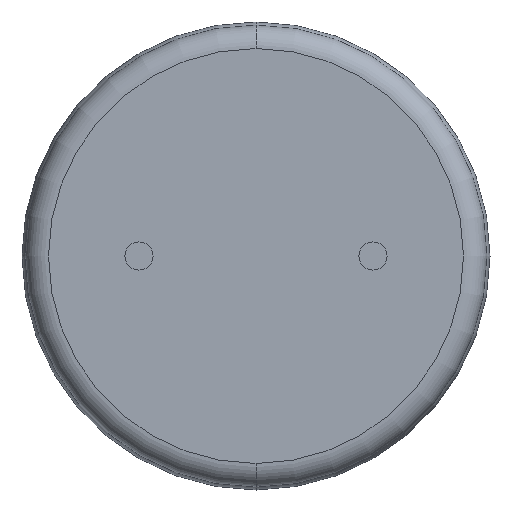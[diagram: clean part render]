
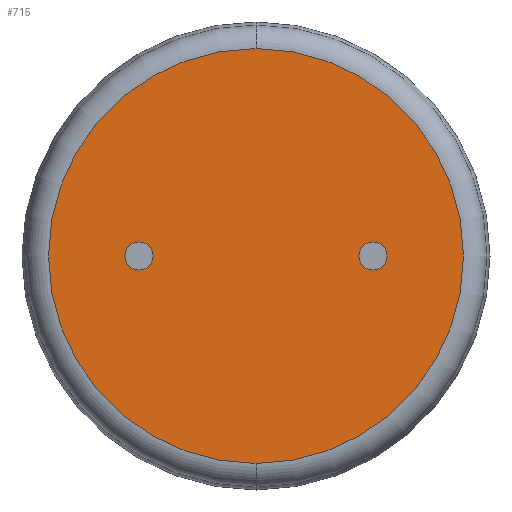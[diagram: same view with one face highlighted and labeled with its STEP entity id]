
A CAD part, front view. The second image highlights one B-rep face of the part: STEP entity #715.
In plain terms, the highlighted planar face has unit normal (0, -1, 0).
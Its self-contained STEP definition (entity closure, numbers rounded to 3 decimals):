
#56 = FACE_BOUND ( 'NONE', #135, .T. ) ;
#82 = AXIS2_PLACEMENT_3D ( 'NONE', #1450, #378, #257 ) ;
#91 = ORIENTED_EDGE ( 'NONE', *, *, #1139, .F. ) ;
#119 = CARTESIAN_POINT ( 'NONE',  ( -2.5, 0., 0. ) ) ;
#135 = EDGE_LOOP ( 'NONE', ( #1173, #91 ) ) ;
#147 = DIRECTION ( 'NONE',  ( 0., 0., -1. ) ) ;
#204 = EDGE_CURVE ( 'NONE', #413, #1053, #565, .T. ) ;
#221 = EDGE_CURVE ( 'NONE', #319, #646, #1097, .T. ) ;
#244 = DIRECTION ( 'NONE',  ( 0., 0., -1. ) ) ;
#257 = DIRECTION ( 'NONE',  ( 0., 0., -1. ) ) ;
#258 = CIRCLE ( 'NONE', #451, 4.433 ) ;
#283 = CARTESIAN_POINT ( 'NONE',  ( 0., 0., 0. ) ) ;
#290 = EDGE_LOOP ( 'NONE', ( #560, #1401 ) ) ;
#298 = PLANE ( 'NONE',  #529 ) ;
#319 = VERTEX_POINT ( 'NONE', #1340 ) ;
#378 = DIRECTION ( 'NONE',  ( 0., -1., 0. ) ) ;
#392 = AXIS2_PLACEMENT_3D ( 'NONE', #119, #712, #706 ) ;
#405 = DIRECTION ( 'NONE',  ( 0., -1., 0. ) ) ;
#413 = VERTEX_POINT ( 'NONE', #1276 ) ;
#441 = EDGE_CURVE ( 'NONE', #791, #746, #1251, .T. ) ;
#451 = AXIS2_PLACEMENT_3D ( 'NONE', #1066, #1058, #244 ) ;
#527 = ORIENTED_EDGE ( 'NONE', *, *, #441, .T. ) ;
#529 = AXIS2_PLACEMENT_3D ( 'NONE', #1011, #773, #1360 ) ;
#538 = EDGE_CURVE ( 'NONE', #746, #791, #258, .T. ) ;
#560 = ORIENTED_EDGE ( 'NONE', *, *, #606, .F. ) ;
#565 = CIRCLE ( 'NONE', #1432, 0.3 ) ;
#606 = EDGE_CURVE ( 'NONE', #1053, #413, #992, .T. ) ;
#629 = DIRECTION ( 'NONE',  ( 0., 0., -1. ) ) ;
#646 = VERTEX_POINT ( 'NONE', #740 ) ;
#706 = DIRECTION ( 'NONE',  ( 0., 0., -1. ) ) ;
#712 = DIRECTION ( 'NONE',  ( 0., -1., 0. ) ) ;
#715 = ADVANCED_FACE ( 'NONE', ( #1249, #758, #56 ), #298, .T. ) ;
#725 = DIRECTION ( 'NONE',  ( 0., -1., 0. ) ) ;
#727 = AXIS2_PLACEMENT_3D ( 'NONE', #1472, #405, #759 ) ;
#740 = CARTESIAN_POINT ( 'NONE',  ( 2.5, 0., -0.3 ) ) ;
#746 = VERTEX_POINT ( 'NONE', #1288 ) ;
#758 = FACE_OUTER_BOUND ( 'NONE', #1399, .T. ) ;
#759 = DIRECTION ( 'NONE',  ( 0., 0., -1. ) ) ;
#773 = DIRECTION ( 'NONE',  ( 0., -1., 0. ) ) ;
#791 = VERTEX_POINT ( 'NONE', #805 ) ;
#805 = CARTESIAN_POINT ( 'NONE',  ( 0., 0., -4.433 ) ) ;
#964 = DIRECTION ( 'NONE',  ( 0., -1., 0. ) ) ;
#992 = CIRCLE ( 'NONE', #392, 0.3 ) ;
#1011 = CARTESIAN_POINT ( 'NONE',  ( 0., 0., 0. ) ) ;
#1017 = ORIENTED_EDGE ( 'NONE', *, *, #538, .T. ) ;
#1053 = VERTEX_POINT ( 'NONE', #1550 ) ;
#1058 = DIRECTION ( 'NONE',  ( 0., -1., 0. ) ) ;
#1066 = CARTESIAN_POINT ( 'NONE',  ( 0., 0., 0. ) ) ;
#1097 = CIRCLE ( 'NONE', #82, 0.3 ) ;
#1139 = EDGE_CURVE ( 'NONE', #646, #319, #1412, .T. ) ;
#1173 = ORIENTED_EDGE ( 'NONE', *, *, #221, .F. ) ;
#1201 = AXIS2_PLACEMENT_3D ( 'NONE', #283, #964, #147 ) ;
#1249 = FACE_BOUND ( 'NONE', #290, .T. ) ;
#1251 = CIRCLE ( 'NONE', #1201, 4.433 ) ;
#1276 = CARTESIAN_POINT ( 'NONE',  ( -2.5, 0., -0.3 ) ) ;
#1288 = CARTESIAN_POINT ( 'NONE',  ( 0., 0., 4.433 ) ) ;
#1340 = CARTESIAN_POINT ( 'NONE',  ( 2.5, 0., 0.3 ) ) ;
#1360 = DIRECTION ( 'NONE',  ( 0., 0., -1. ) ) ;
#1399 = EDGE_LOOP ( 'NONE', ( #527, #1017 ) ) ;
#1401 = ORIENTED_EDGE ( 'NONE', *, *, #204, .F. ) ;
#1412 = CIRCLE ( 'NONE', #727, 0.3 ) ;
#1432 = AXIS2_PLACEMENT_3D ( 'NONE', #1440, #725, #629 ) ;
#1440 = CARTESIAN_POINT ( 'NONE',  ( -2.5, 0., 0. ) ) ;
#1450 = CARTESIAN_POINT ( 'NONE',  ( 2.5, 0., 0. ) ) ;
#1472 = CARTESIAN_POINT ( 'NONE',  ( 2.5, 0., 0. ) ) ;
#1550 = CARTESIAN_POINT ( 'NONE',  ( -2.5, 0., 0.3 ) ) ;
